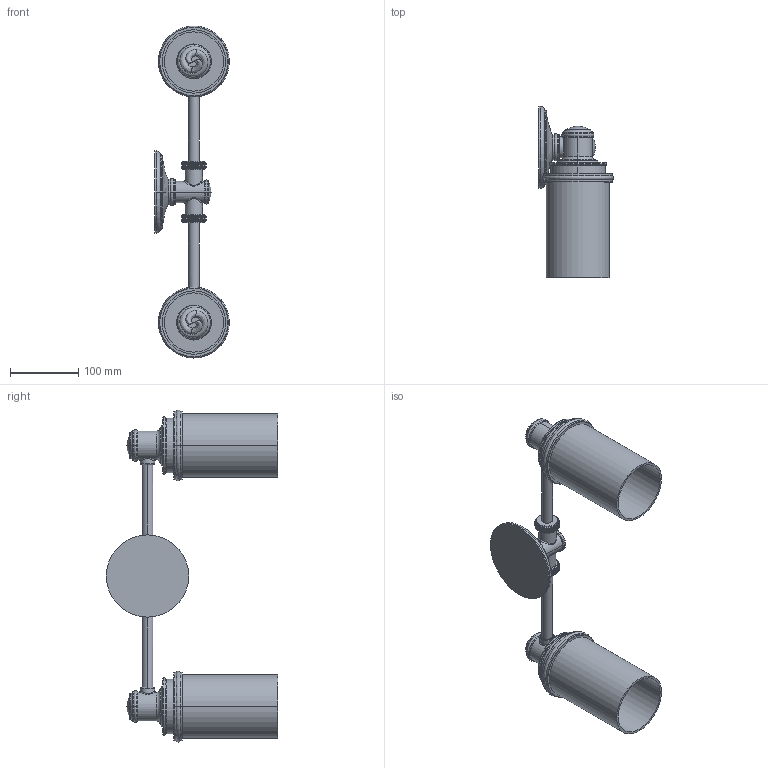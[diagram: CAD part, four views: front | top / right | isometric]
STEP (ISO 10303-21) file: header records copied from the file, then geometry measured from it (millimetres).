
FILE_DESCRIPTION((''),'2;1');
FILE_NAME('4582','2021-06-14T11:27:32',('jinson.thomas'),(''),'CREO PARAMETRIC BY PTC INC, 2018400','CREO PARAMETRIC BY PTC INC, 2018400','');
FILE_SCHEMA(('CONFIG_CONTROL_DESIGN'));
Length unit declared in the file: inch
Products named in the file (1): 4582
Bounding box: 109.45 x 250.89 x 486.68 mm (x, y, z)
Volume: 1173511.2 mm3; surface area: 311733 mm2
Topology: 1 solids, 1 shells, 1595 faces, 3375 edges, 1807 vertices
Faces by surface type: bspline 614, plane 331, sphere 294, cylinder 242, torus 114
Entity records: 73648 total; most frequent: CARTESIAN_POINT 46244, ORIENTED_EDGE 6738, DIRECTION 3957, EDGE_CURVE 3369, B_SPLINE_CURVE_WITH_KNOTS 2104, VERTEX_POINT 1807, AXIS2_PLACEMENT_3D 1711, EDGE_LOOP 1634
